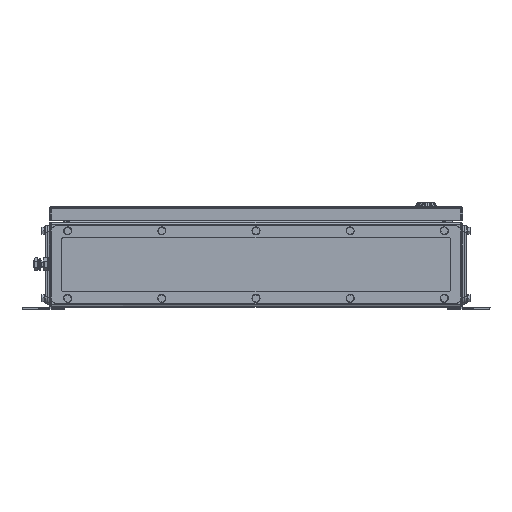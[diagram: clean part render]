
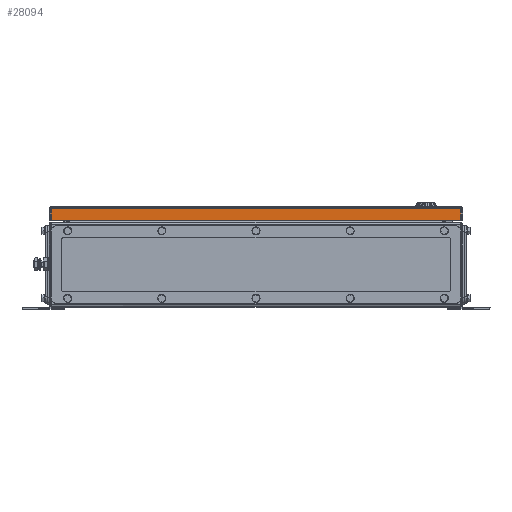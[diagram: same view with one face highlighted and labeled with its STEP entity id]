
A CAD part, front view. The second image highlights one B-rep face of the part: STEP entity #28094.
In plain terms, the highlighted planar face has unit normal (0, -1, 0).
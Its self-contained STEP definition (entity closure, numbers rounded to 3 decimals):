
#28074=AXIS2_PLACEMENT_3D('Plane Axis2P3D',#28071,#28072,#28073) ;
#27828=CARTESIAN_POINT('Vertex',(657.,11.5,133.5)) ;
#27831=CARTESIAN_POINT('Line Origine',(350.5,11.5,133.5)) ;
#27835=CARTESIAN_POINT('Vertex',(44.,11.5,133.5)) ;
#28056=CARTESIAN_POINT('Vertex',(657.,11.5,150.5)) ;
#28059=CARTESIAN_POINT('Line Origine',(657.,11.5,133.5)) ;
#28071=CARTESIAN_POINT('Axis2P3D Location',(41.,11.5,133.5)) ;
#28076=CARTESIAN_POINT('Line Origine',(350.5,11.5,150.5)) ;
#28080=CARTESIAN_POINT('Vertex',(44.,11.5,150.5)) ;
#28083=CARTESIAN_POINT('Line Origine',(44.,11.5,142.)) ;
#27832=DIRECTION('Vector Direction',(1.,0.,0.)) ;
#28060=DIRECTION('Vector Direction',(0.,0.,1.)) ;
#28072=DIRECTION('Axis2P3D Direction',(0.,-1.,0.)) ;
#28073=DIRECTION('Axis2P3D XDirection',(1.,0.,0.)) ;
#28077=DIRECTION('Vector Direction',(-1.,0.,0.)) ;
#28084=DIRECTION('Vector Direction',(0.,0.,-1.)) ;
#27833=VECTOR('Line Direction',#27832,1.) ;
#28061=VECTOR('Line Direction',#28060,1.) ;
#28078=VECTOR('Line Direction',#28077,1.) ;
#28085=VECTOR('Line Direction',#28084,1.) ;
#28089=ORIENTED_EDGE('',*,*,#28063,.T.) ;
#28090=ORIENTED_EDGE('',*,*,#28082,.T.) ;
#28091=ORIENTED_EDGE('',*,*,#28087,.T.) ;
#28092=ORIENTED_EDGE('',*,*,#27837,.T.) ;
#28094=ADVANCED_FACE('51374_ASM_DE_KTB_QL_XXXxXXX_S3D-1/DE_QL_S3D-1-solid1',(#28093),#28075,.T.) ;
#27837=EDGE_CURVE('',#27836,#27829,#27834,.T.) ;
#28063=EDGE_CURVE('',#27829,#28057,#28062,.T.) ;
#28082=EDGE_CURVE('',#28057,#28081,#28079,.T.) ;
#28087=EDGE_CURVE('',#28081,#27836,#28086,.T.) ;
#28088=EDGE_LOOP('',(#28089,#28090,#28091,#28092)) ;
#28093=FACE_OUTER_BOUND('',#28088,.T.) ;
#27834=LINE('Line',#27831,#27833) ;
#28062=LINE('Line',#28059,#28061) ;
#28079=LINE('Line',#28076,#28078) ;
#28086=LINE('Line',#28083,#28085) ;
#28075=PLANE('',#28074) ;
#27829=VERTEX_POINT('',#27828) ;
#27836=VERTEX_POINT('',#27835) ;
#28057=VERTEX_POINT('',#28056) ;
#28081=VERTEX_POINT('',#28080) ;
